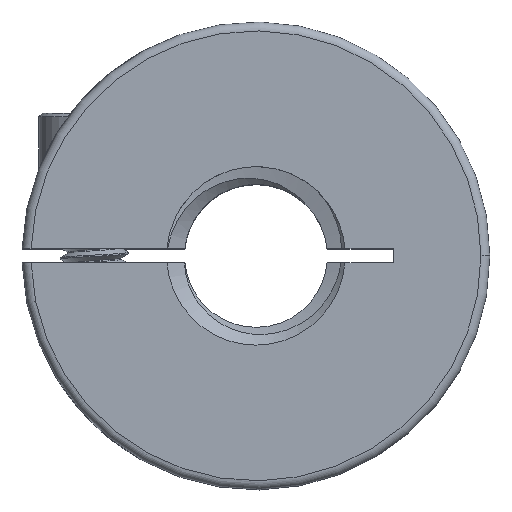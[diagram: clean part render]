
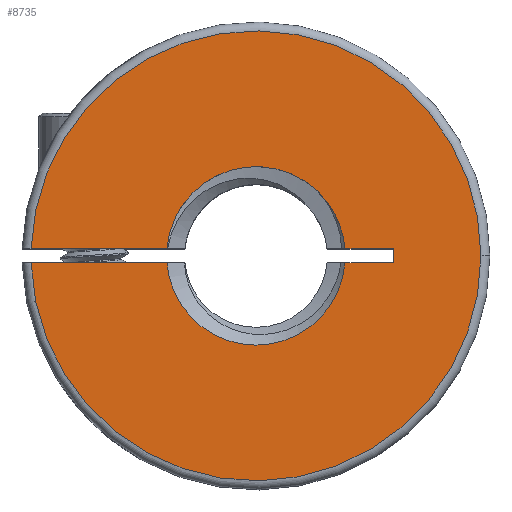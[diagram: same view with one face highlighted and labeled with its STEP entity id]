
A CAD part, top view. The second image highlights one B-rep face of the part: STEP entity #8735.
In plain terms, the highlighted planar face has unit normal (0, 0, 1).
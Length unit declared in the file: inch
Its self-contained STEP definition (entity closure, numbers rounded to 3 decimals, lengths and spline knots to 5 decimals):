
#401 = PLANE ( 'NONE',  #13142 ) ;
#428 = CARTESIAN_POINT ( 'NONE',  ( 0.21065, 0.13486, 0.25 ) ) ;
#477 = CARTESIAN_POINT ( 'NONE',  ( 0.24923, 0.01965, 0.25 ) ) ;
#504 = CARTESIAN_POINT ( 'NONE',  ( 0.23744, 0.07973, 0.25 ) ) ;
#555 = CARTESIAN_POINT ( 'NONE',  ( 0., 0., 0.25 ) ) ;
#813 = CIRCLE ( 'NONE', #14580, 0.25 ) ;
#1058 = LINE ( 'NONE', #10498, #13635 ) ;
#1188 = EDGE_CURVE ( 'NONE', #1260, #11997, #12123, .T. ) ;
#1260 = VERTEX_POINT ( 'NONE', #477 ) ;
#1262 = VERTEX_POINT ( 'NONE', #1692 ) ;
#1282 = VERTEX_POINT ( 'NONE', #11359 ) ;
#1404 = VERTEX_POINT ( 'NONE', #4336 ) ;
#1463 = ORIENTED_EDGE ( 'NONE', *, *, #13568, .T. ) ;
#1523 = EDGE_CURVE ( 'NONE', #3995, #2675, #813, .T. ) ;
#1615 = ORIENTED_EDGE ( 'NONE', *, *, #3314, .T. ) ;
#1692 = CARTESIAN_POINT ( 'NONE',  ( -0.62969, 0.01965, 0.25 ) ) ;
#1720 = CARTESIAN_POINT ( 'NONE',  ( 0.24504, 0.05015, 0.25 ) ) ;
#1797 = CARTESIAN_POINT ( 'NONE',  ( 0.18286, 0.17118, 0.25 ) ) ;
#2276 = CIRCLE ( 'NONE', #2508, 0.63 ) ;
#2508 = AXIS2_PLACEMENT_3D ( 'NONE', #555, #4940, #2680 ) ;
#2576 = DIRECTION ( 'NONE',  ( 0., -1., 0. ) ) ;
#2675 = VERTEX_POINT ( 'NONE', #9171 ) ;
#2677 = FACE_OUTER_BOUND ( 'NONE', #11094, .T. ) ;
#2680 = DIRECTION ( 'NONE',  ( 1., 0., 0. ) ) ;
#2858 = CARTESIAN_POINT ( 'NONE',  ( 0.24923, 0.01965, 0.25 ) ) ;
#2878 = CARTESIAN_POINT ( 'NONE',  ( 0.385, 0.01965, 0.25 ) ) ;
#2893 = DIRECTION ( 'NONE',  ( 0., 0., -1. ) ) ;
#3040 = DIRECTION ( 'NONE',  ( 1., 0., 0. ) ) ;
#3190 = CARTESIAN_POINT ( 'NONE',  ( 0., 0., 0.25 ) ) ;
#3268 = LINE ( 'NONE', #3410, #3999 ) ;
#3314 = EDGE_CURVE ( 'NONE', #6409, #1404, #1058, .T. ) ;
#3410 = CARTESIAN_POINT ( 'NONE',  ( 0.24923, -0.01965, 0.25 ) ) ;
#3664 = ORIENTED_EDGE ( 'NONE', *, *, #11729, .T. ) ;
#3829 = CIRCLE ( 'NONE', #10581, 0.25 ) ;
#3926 = EDGE_CURVE ( 'NONE', #1262, #3995, #6981, .T. ) ;
#3995 = VERTEX_POINT ( 'NONE', #8271 ) ;
#3999 = VECTOR ( 'NONE', #10209, 39.37008 ) ;
#4106 = CARTESIAN_POINT ( 'NONE',  ( 0.24923, 0.01965, 0.25 ) ) ;
#4135 = CARTESIAN_POINT ( 'NONE',  ( 0.22218, 0.11487, 0.25 ) ) ;
#4336 = CARTESIAN_POINT ( 'NONE',  ( -0.62969, -0.01965, 0.25 ) ) ;
#4940 = DIRECTION ( 'NONE',  ( 0., 0., 1. ) ) ;
#5038 = CARTESIAN_POINT ( 'NONE',  ( 0.23215, 0.09404, 0.25 ) ) ;
#5543 = CARTESIAN_POINT ( 'NONE',  ( 0.385, -0.01965, 0.25 ) ) ;
#5644 = VERTEX_POINT ( 'NONE', #5543 ) ;
#5679 = CIRCLE ( 'NONE', #14390, 0.63 ) ;
#5952 = CARTESIAN_POINT ( 'NONE',  ( 0.63, 0., 0.25 ) ) ;
#6178 = CARTESIAN_POINT ( 'NONE',  ( 0.21852, 0.1217, 0.25 ) ) ;
#6409 = VERTEX_POINT ( 'NONE', #7721 ) ;
#6430 = DIRECTION ( 'NONE',  ( 0., 0., 1. ) ) ;
#6673 = DIRECTION ( 'NONE',  ( 0., 0., -1. ) ) ;
#6832 = CARTESIAN_POINT ( 'NONE',  ( -0.65471, 0.01965, 0.25 ) ) ;
#6981 = LINE ( 'NONE', #6832, #10949 ) ;
#7098 = DIRECTION ( 'NONE',  ( -1., 0., 0. ) ) ;
#7153 = ORIENTED_EDGE ( 'NONE', *, *, #3926, .T. ) ;
#7380 = ORIENTED_EDGE ( 'NONE', *, *, #11903, .T. ) ;
#7610 = CARTESIAN_POINT ( 'NONE',  ( 0.385, 0.01965, 0.25 ) ) ;
#7721 = CARTESIAN_POINT ( 'NONE',  ( -0.24923, -0.01965, 0.25 ) ) ;
#7926 = ORIENTED_EDGE ( 'NONE', *, *, #1523, .T. ) ;
#8240 = ORIENTED_EDGE ( 'NONE', *, *, #12843, .T. ) ;
#8271 = CARTESIAN_POINT ( 'NONE',  ( -0.24923, 0.01965, 0.25 ) ) ;
#8297 = VECTOR ( 'NONE', #13052, 39.37008 ) ;
#8367 = ORIENTED_EDGE ( 'NONE', *, *, #13112, .T. ) ;
#8610 = CARTESIAN_POINT ( 'NONE',  ( 0.24766, 0.03499, 0.25 ) ) ;
#8735 = ADVANCED_FACE ( 'NONE', ( #2677 ), #401, .T. ) ;
#8801 = CARTESIAN_POINT ( 'NONE',  ( 0., 0., 0.25 ) ) ;
#9171 = CARTESIAN_POINT ( 'NONE',  ( 0.17161, 0.18179, 0.25 ) ) ;
#9659 = CARTESIAN_POINT ( 'NONE',  ( 0.24862, 0.02729, 0.25 ) ) ;
#9705 = DIRECTION ( 'NONE',  ( 1., 0., 0. ) ) ;
#9766 = EDGE_CURVE ( 'NONE', #1404, #11757, #2276, .T. ) ;
#10209 = DIRECTION ( 'NONE',  ( -1., 0., 0. ) ) ;
#10226 = DIRECTION ( 'NONE',  ( -1., 0., 0. ) ) ;
#10498 = CARTESIAN_POINT ( 'NONE',  ( -0.65471, -0.01965, 0.25 ) ) ;
#10505 = ORIENTED_EDGE ( 'NONE', *, *, #9766, .T. ) ;
#10581 = AXIS2_PLACEMENT_3D ( 'NONE', #10745, #2893, #13113 ) ;
#10745 = CARTESIAN_POINT ( 'NONE',  ( 0., 0., 0.25 ) ) ;
#10858 = CARTESIAN_POINT ( 'NONE',  ( 0.24339, 0.05762, 0.25 ) ) ;
#10949 = VECTOR ( 'NONE', #12440, 39.37008 ) ;
#11094 = EDGE_LOOP ( 'NONE', ( #1615, #10505, #7380, #7153, #7926, #8240, #12068, #8367, #3664, #1463 ) ) ;
#11307 = VECTOR ( 'NONE', #2576, 39.37008 ) ;
#11359 = CARTESIAN_POINT ( 'NONE',  ( 0.24923, -0.01965, 0.25 ) ) ;
#11729 = EDGE_CURVE ( 'NONE', #5644, #1282, #3268, .T. ) ;
#11757 = VERTEX_POINT ( 'NONE', #5952 ) ;
#11897 = CARTESIAN_POINT ( 'NONE',  ( 0., 0., 0.25 ) ) ;
#11903 = EDGE_CURVE ( 'NONE', #11757, #1262, #5679, .T. ) ;
#11997 = VERTEX_POINT ( 'NONE', #7610 ) ;
#12068 = ORIENTED_EDGE ( 'NONE', *, *, #1188, .T. ) ;
#12123 = LINE ( 'NONE', #4106, #8297 ) ;
#12227 = CARTESIAN_POINT ( 'NONE',  ( 0.20643, 0.14122, 0.25 ) ) ;
#12440 = DIRECTION ( 'NONE',  ( 1., 0., 0. ) ) ;
#12624 = B_SPLINE_CURVE_WITH_KNOTS ( 'NONE', 3,
 ( #14506, #1797, #13074, #12227, #428, #6178, #4135, #5038, #504, #10858, #1720, #8610, #9659, #2858 ),
 .UNSPECIFIED., .F., .F.,
 ( 4, 2, 2, 2, 2, 2, 4 ),
 ( 0., 0.00116, 0.00174, 0.00232, 0.00348, 0.00407, 0.00465 ),
 .UNSPECIFIED. ) ;
#12843 = EDGE_CURVE ( 'NONE', #2675, #1260, #12624, .T. ) ;
#13052 = DIRECTION ( 'NONE',  ( 1., 0., 0. ) ) ;
#13074 = CARTESIAN_POINT ( 'NONE',  ( 0.19295, 0.15969, 0.25 ) ) ;
#13112 = EDGE_CURVE ( 'NONE', #11997, #5644, #13710, .T. ) ;
#13113 = DIRECTION ( 'NONE',  ( 1., 0., 0. ) ) ;
#13123 = DIRECTION ( 'NONE',  ( 0., 0., 1. ) ) ;
#13142 = AXIS2_PLACEMENT_3D ( 'NONE', #11897, #13123, #9705 ) ;
#13568 = EDGE_CURVE ( 'NONE', #1282, #6409, #3829, .T. ) ;
#13635 = VECTOR ( 'NONE', #7098, 39.37008 ) ;
#13710 = LINE ( 'NONE', #2878, #11307 ) ;
#14390 = AXIS2_PLACEMENT_3D ( 'NONE', #3190, #6430, #3040 ) ;
#14506 = CARTESIAN_POINT ( 'NONE',  ( 0.17161, 0.18179, 0.25 ) ) ;
#14580 = AXIS2_PLACEMENT_3D ( 'NONE', #8801, #6673, #10226 ) ;
